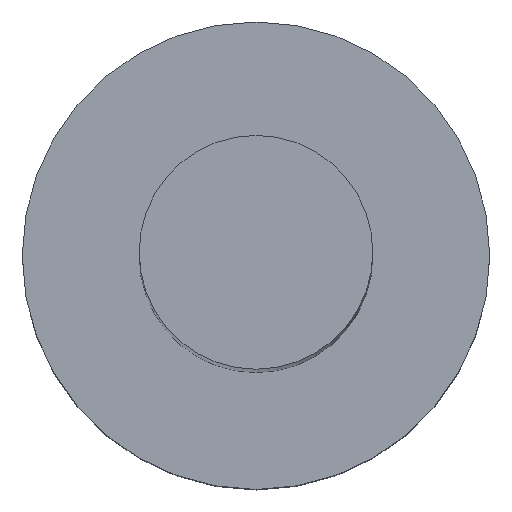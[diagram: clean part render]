
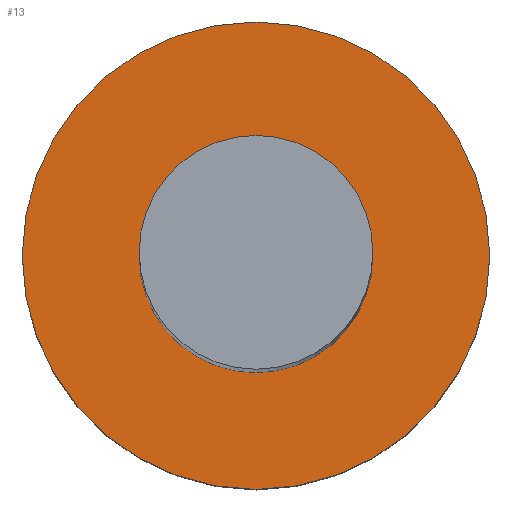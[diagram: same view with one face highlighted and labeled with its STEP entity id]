
A CAD part, top view. The second image highlights one B-rep face of the part: STEP entity #13.
In plain terms, the highlighted planar face has unit normal (0, 0, 1).
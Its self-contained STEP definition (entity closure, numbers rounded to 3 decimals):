
#5 = AXIS2_PLACEMENT_3D ( 'NONE', #371, #370, #367 ) ;
#13 = ADVANCED_FACE ( 'NONE', ( #210, #193 ), #450, .F. ) ;
#26 = AXIS2_PLACEMENT_3D ( 'NONE', #452, #445, #444 ) ;
#29 = AXIS2_PLACEMENT_3D ( 'NONE', #337, #335, #332 ) ;
#32 = EDGE_CURVE ( 'NONE', #276, #271, #175, .T. ) ;
#40 = AXIS2_PLACEMENT_3D ( 'NONE', #308, #307, #305 ) ;
#46 = AXIS2_PLACEMENT_3D ( 'NONE', #299, #297, #294 ) ;
#66 = EDGE_LOOP ( 'NONE', ( #365, #366 ) ) ;
#71 = CIRCLE ( 'NONE', #40, 3. ) ;
#81 = EDGE_CURVE ( 'NONE', #271, #276, #130, .T. ) ;
#130 = CIRCLE ( 'NONE', #29, 1.5 ) ;
#140 = EDGE_CURVE ( 'NONE', #277, #273, #71, .T. ) ;
#146 = EDGE_CURVE ( 'NONE', #273, #277, #426, .T. ) ;
#175 = CIRCLE ( 'NONE', #5, 1.5 ) ;
#193 = FACE_OUTER_BOUND ( 'NONE', #66, .T. ) ;
#210 = FACE_BOUND ( 'NONE', #369, .T. ) ;
#252 = CARTESIAN_POINT ( 'NONE',  ( -3., 0., 0. ) ) ;
#256 = CARTESIAN_POINT ( 'NONE',  ( -1.5, 0., 0. ) ) ;
#258 = CARTESIAN_POINT ( 'NONE',  ( 1.5, 0., 0. ) ) ;
#271 = VERTEX_POINT ( 'NONE', #258 ) ;
#272 = CARTESIAN_POINT ( 'NONE',  ( 3., 0., 0. ) ) ;
#273 = VERTEX_POINT ( 'NONE', #272 ) ;
#276 = VERTEX_POINT ( 'NONE', #256 ) ;
#277 = VERTEX_POINT ( 'NONE', #252 ) ;
#294 = DIRECTION ( 'NONE',  ( -1., 0., 0. ) ) ;
#297 = DIRECTION ( 'NONE',  ( 0., 0., -1. ) ) ;
#299 = CARTESIAN_POINT ( 'NONE',  ( 0., 0., 0. ) ) ;
#305 = DIRECTION ( 'NONE',  ( -1., 0., 0. ) ) ;
#307 = DIRECTION ( 'NONE',  ( 0., 0., -1. ) ) ;
#308 = CARTESIAN_POINT ( 'NONE',  ( 0., 0., 0. ) ) ;
#332 = DIRECTION ( 'NONE',  ( -1., 0., 0. ) ) ;
#335 = DIRECTION ( 'NONE',  ( 0., 0., -1. ) ) ;
#337 = CARTESIAN_POINT ( 'NONE',  ( 0., 0., 0. ) ) ;
#362 = ORIENTED_EDGE ( 'NONE', *, *, #32, .T. ) ;
#364 = ORIENTED_EDGE ( 'NONE', *, *, #81, .T. ) ;
#365 = ORIENTED_EDGE ( 'NONE', *, *, #146, .F. ) ;
#366 = ORIENTED_EDGE ( 'NONE', *, *, #140, .F. ) ;
#367 = DIRECTION ( 'NONE',  ( -1., 0., 0. ) ) ;
#369 = EDGE_LOOP ( 'NONE', ( #362, #364 ) ) ;
#370 = DIRECTION ( 'NONE',  ( 0., 0., -1. ) ) ;
#371 = CARTESIAN_POINT ( 'NONE',  ( 0., 0., 0. ) ) ;
#426 = CIRCLE ( 'NONE', #46, 3. ) ;
#444 = DIRECTION ( 'NONE',  ( -1., 0., 0. ) ) ;
#445 = DIRECTION ( 'NONE',  ( 0., 0., -1. ) ) ;
#450 = PLANE ( 'NONE',  #26 ) ;
#452 = CARTESIAN_POINT ( 'NONE',  ( 0., 0., 0. ) ) ;
